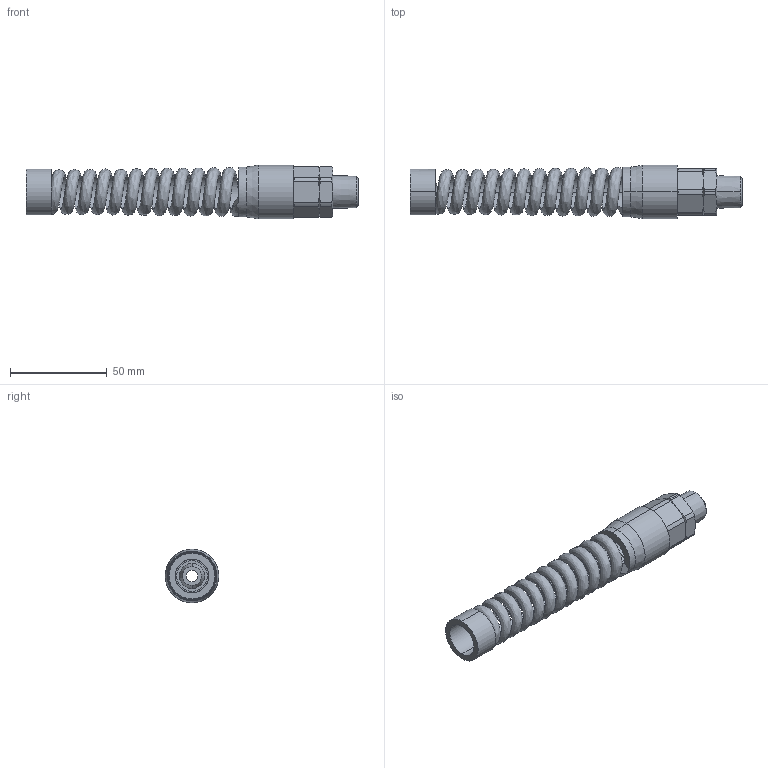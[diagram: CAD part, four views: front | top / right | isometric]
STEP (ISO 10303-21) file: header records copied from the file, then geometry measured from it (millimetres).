
FILE_DESCRIPTION (( 'STEP AP214' ), '1' );
FILE_NAME ('HSR38-38N.step', '2018-07-23T20:39:11', ( '' ), ( '' ), 'SwSTEP 2.0', 'SolidWorks 2017', '' );
FILE_SCHEMA (( 'AUTOMOTIVE_DESIGN' ));
Length unit declared in the file: inch
Products named in the file (1): HSR38-38N
Bounding box: 171.5 x 27.8 x 27.8 mm (x, y, z)
Volume: 36897.3 mm3; surface area: 28687.5 mm2
Topology: 3 solids, 3 shells, 139 faces, 339 edges, 215 vertices
Faces by surface type: cylinder 65, cone 38, plane 35, bspline 1
Entity records: 11961 total; most frequent: CARTESIAN_POINT 6917, ORIENTED_EDGE 678, DIRECTION 640, EDGE_CURVE 339, AXIS2_PLACEMENT_3D 272, VERTEX_POINT 215, EDGE_LOOP 156, DIMENSIONAL_EXPONENTS 144
